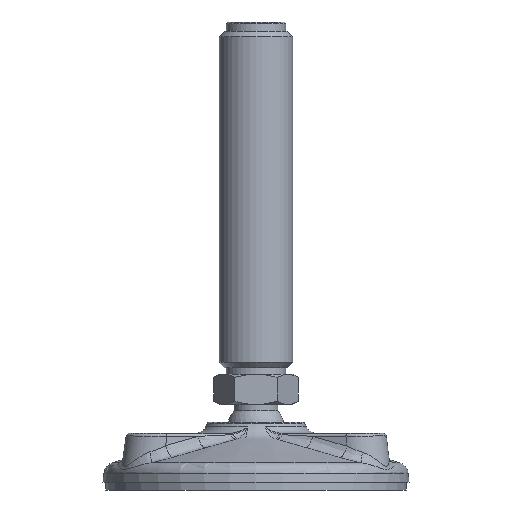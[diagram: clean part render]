
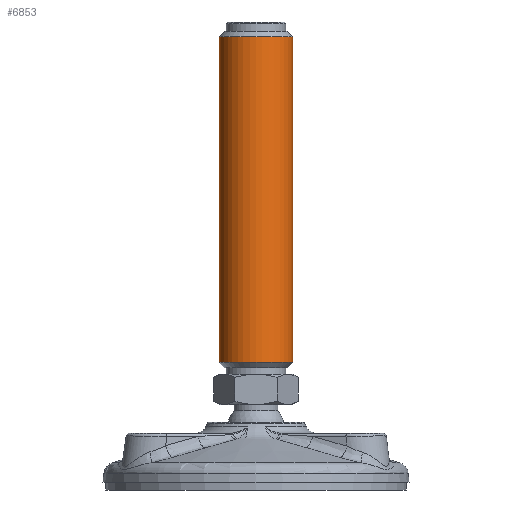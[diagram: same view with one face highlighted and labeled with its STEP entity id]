
A CAD part, front view. The second image highlights one B-rep face of the part: STEP entity #6853.
In plain terms, the highlighted cylindrical face has radius 12 mm (diameter 24 mm), a full revolution.
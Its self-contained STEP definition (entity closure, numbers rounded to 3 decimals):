
#463=CYLINDRICAL_SURFACE('',#7205,12.);
#1247=ORIENTED_EDGE('',*,*,#2369,.F.);
#1248=ORIENTED_EDGE('',*,*,#2372,.F.);
#2369=EDGE_CURVE('',#2980,#2980,#3368,.T.);
#2372=EDGE_CURVE('',#2983,#2983,#3371,.T.);
#2980=VERTEX_POINT('',#12264);
#2983=VERTEX_POINT('',#12271);
#3368=CIRCLE('',#7180,12.);
#3371=CIRCLE('',#7184,12.);
#3726=EDGE_LOOP('',(#1247));
#3727=EDGE_LOOP('',(#1248));
#4124=FACE_BOUND('',#3726,.T.);
#4125=FACE_BOUND('',#3727,.T.);
#6853=ADVANCED_FACE('',(#4124,#4125),#463,.T.);
#7180=AXIS2_PLACEMENT_3D('',#12263,#7810,#7811);
#7184=AXIS2_PLACEMENT_3D('',#12270,#7818,#7819);
#7205=AXIS2_PLACEMENT_3D('',#12400,#7866,#7867);
#7810=DIRECTION('',(0.,0.,1.));
#7811=DIRECTION('',(0.866,0.5,0.));
#7818=DIRECTION('',(0.,0.,-1.));
#7819=DIRECTION('',(-0.866,-0.5,0.));
#7866=DIRECTION('',(0.,0.,-1.));
#7867=DIRECTION('',(-0.866,-0.5,0.));
#12263=CARTESIAN_POINT('',(0.,0.,145.58));
#12264=CARTESIAN_POINT('',(10.392,6.,145.58));
#12270=CARTESIAN_POINT('',(0.,0.,39.18));
#12271=CARTESIAN_POINT('',(-10.392,-6.,39.18));
#12400=CARTESIAN_POINT('',(0.,0.,7.88));
